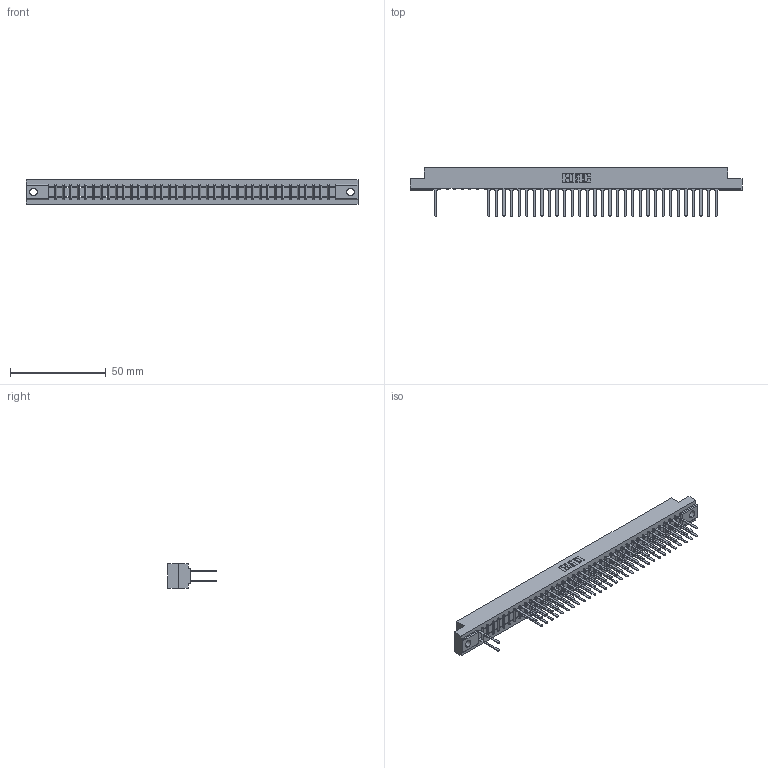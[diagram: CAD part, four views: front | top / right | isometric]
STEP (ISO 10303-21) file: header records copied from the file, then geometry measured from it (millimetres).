
FILE_DESCRIPTION (( 'STEP AP203' ), '1' );
FILE_NAME ('307-076-542-204.STEP', '2018-08-06T17:00:41', ( '' ), ( '' ), 'SwSTEP 2.0', 'SolidWorks 2016', '' );
FILE_SCHEMA (( 'CONFIG_CONTROL_DESIGN' ));
Length unit declared in the file: inch
Products named in the file (3): 307-076-542-204; 307 Part_.156 Dia Mounting Holes; 307-290-001_542
Assembly tree (64 placements, depth 2):
  307-076-542-204
    307 Part_.156 Dia Mounting Holes
    307-290-001_542  x63
Bounding box: 173.58 x 25.43 x 12.7 mm (x, y, z)
Volume: 18396.6 mm3; surface area: 22530.8 mm2
Topology: 64 solids, 64 shells, 3199 faces, 8965 edges, 5786 vertices
Faces by surface type: plane 2115, cylinder 1006, sphere 78
Entity records: 34256 total; most frequent: CARTESIAN_POINT 5663, ORIENTED_EDGE 5622, DIRECTION 5527, EDGE_CURVE 2811, VECTOR 2163, LINE 2163, VERTEX_POINT 1818, AXIS2_PLACEMENT_3D 1682
